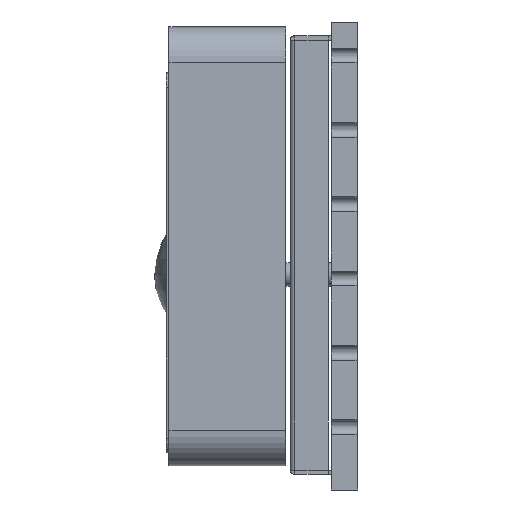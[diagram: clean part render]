
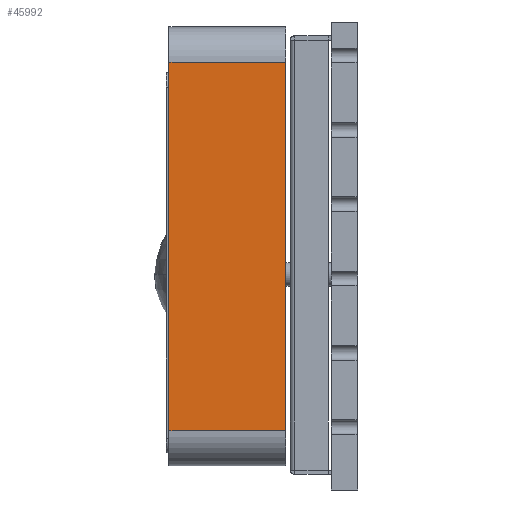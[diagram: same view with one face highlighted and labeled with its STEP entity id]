
A CAD part, left-side view. The second image highlights one B-rep face of the part: STEP entity #45992.
In plain terms, the highlighted planar face has unit normal (-1, 0, 0).
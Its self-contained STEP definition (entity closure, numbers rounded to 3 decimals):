
#18 = CARTESIAN_POINT ( 'NONE',  ( -7.23, 2.45, -5.97 ) ) ;
#275 = LINE ( 'NONE', #18, #42748 ) ;
#1719 = EDGE_CURVE ( 'NONE', #17222, #28078, #11279, .T. ) ;
#2541 = EDGE_LOOP ( 'NONE', ( #35760, #41966, #13783, #33548 ) ) ;
#4233 = CARTESIAN_POINT ( 'NONE',  ( -7.23, 6.45, 6.63 ) ) ;
#4311 = CARTESIAN_POINT ( 'NONE',  ( -7.23, 2.45, -5.97 ) ) ;
#8737 = LINE ( 'NONE', #9007, #36766 ) ;
#9007 = CARTESIAN_POINT ( 'NONE',  ( -7.23, 6.45, -5.97 ) ) ;
#9237 = FACE_OUTER_BOUND ( 'NONE', #2541, .T. ) ;
#10351 = VECTOR ( 'NONE', #40974, 1000. ) ;
#11279 = LINE ( 'NONE', #16030, #17057 ) ;
#12398 = DIRECTION ( 'NONE',  ( 0., 0., 1. ) ) ;
#12667 = DIRECTION ( 'NONE',  ( -1., 0., 0. ) ) ;
#13783 = ORIENTED_EDGE ( 'NONE', *, *, #50412, .F. ) ;
#16030 = CARTESIAN_POINT ( 'NONE',  ( -7.23, 6.45, -5.97 ) ) ;
#16677 = CARTESIAN_POINT ( 'NONE',  ( -7.23, 2.45, 6.63 ) ) ;
#16859 = CARTESIAN_POINT ( 'NONE',  ( -7.23, 6.45, 6.63 ) ) ;
#16885 = CARTESIAN_POINT ( 'NONE',  ( -7.23, 6.45, -5.97 ) ) ;
#17057 = VECTOR ( 'NONE', #23963, 1000. ) ;
#17222 = VERTEX_POINT ( 'NONE', #16885 ) ;
#20564 = VERTEX_POINT ( 'NONE', #4233 ) ;
#23963 = DIRECTION ( 'NONE',  ( 0., -1., 0. ) ) ;
#24642 = DIRECTION ( 'NONE',  ( 0., 0., 1. ) ) ;
#24789 = LINE ( 'NONE', #16859, #10351 ) ;
#25162 = AXIS2_PLACEMENT_3D ( 'NONE', #33331, #12667, #12398 ) ;
#28078 = VERTEX_POINT ( 'NONE', #4311 ) ;
#28290 = PLANE ( 'NONE',  #25162 ) ;
#28459 = EDGE_CURVE ( 'NONE', #28078, #40892, #275, .T. ) ;
#29132 = DIRECTION ( 'NONE',  ( 0., 0., 1. ) ) ;
#33331 = CARTESIAN_POINT ( 'NONE',  ( -7.23, 6.45, -7.17 ) ) ;
#33548 = ORIENTED_EDGE ( 'NONE', *, *, #1719, .T. ) ;
#35760 = ORIENTED_EDGE ( 'NONE', *, *, #28459, .T. ) ;
#36766 = VECTOR ( 'NONE', #29132, 1000. ) ;
#40892 = VERTEX_POINT ( 'NONE', #16677 ) ;
#40974 = DIRECTION ( 'NONE',  ( 0., -1., 0. ) ) ;
#41966 = ORIENTED_EDGE ( 'NONE', *, *, #47337, .F. ) ;
#42748 = VECTOR ( 'NONE', #24642, 1000. ) ;
#45992 = ADVANCED_FACE ( 'NONE', ( #9237 ), #28290, .T. ) ;
#47337 = EDGE_CURVE ( 'NONE', #20564, #40892, #24789, .T. ) ;
#50412 = EDGE_CURVE ( 'NONE', #17222, #20564, #8737, .T. ) ;
